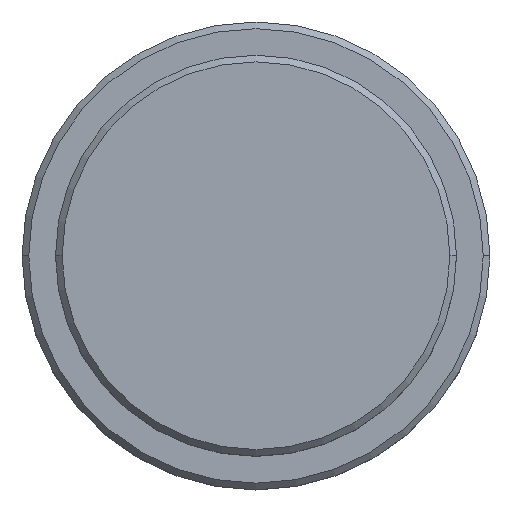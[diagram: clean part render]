
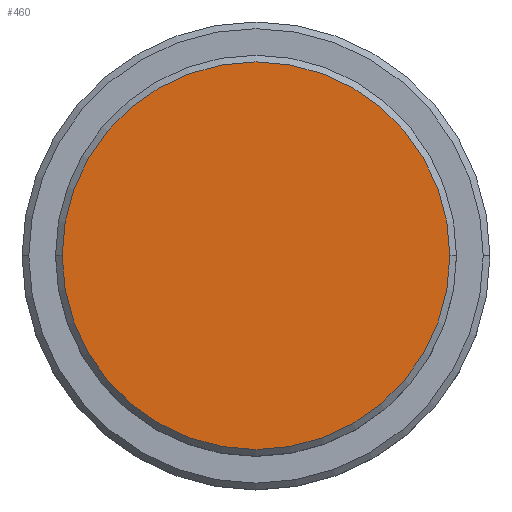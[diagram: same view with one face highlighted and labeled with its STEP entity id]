
A CAD part, top view. The second image highlights one B-rep face of the part: STEP entity #460.
In plain terms, the highlighted planar face has unit normal (0, 0, 1).
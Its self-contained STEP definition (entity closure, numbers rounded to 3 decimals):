
#181 = DIRECTION ( 'NONE',  ( 0., 0., 1. ) ) ;
#191 = CIRCLE ( 'NONE', #1385, 14.5 ) ;
#207 = EDGE_CURVE ( 'NONE', #669, #366, #1049, .T. ) ;
#272 = EDGE_LOOP ( 'NONE', ( #720, #969 ) ) ;
#365 = PLANE ( 'NONE',  #1095 ) ;
#366 = VERTEX_POINT ( 'NONE', #870 ) ;
#447 = DIRECTION ( 'NONE',  ( 0., 0., 1. ) ) ;
#460 = ADVANCED_FACE ( 'NONE', ( #1015 ), #365, .T. ) ;
#618 = AXIS2_PLACEMENT_3D ( 'NONE', #1262, #721, #1041 ) ;
#626 = CARTESIAN_POINT ( 'NONE',  ( 0., 0., 0. ) ) ;
#669 = VERTEX_POINT ( 'NONE', #1050 ) ;
#720 = ORIENTED_EDGE ( 'NONE', *, *, #1110, .T. ) ;
#721 = DIRECTION ( 'NONE',  ( 0., 0., 1. ) ) ;
#748 = DIRECTION ( 'NONE',  ( 1., 0., 0. ) ) ;
#870 = CARTESIAN_POINT ( 'NONE',  ( -14.5, 0., 0. ) ) ;
#969 = ORIENTED_EDGE ( 'NONE', *, *, #207, .T. ) ;
#995 = CARTESIAN_POINT ( 'NONE',  ( 0., 0., 0. ) ) ;
#1015 = FACE_OUTER_BOUND ( 'NONE', #272, .T. ) ;
#1041 = DIRECTION ( 'NONE',  ( 1., 0., 0. ) ) ;
#1049 = CIRCLE ( 'NONE', #618, 14.5 ) ;
#1050 = CARTESIAN_POINT ( 'NONE',  ( 14.5, 0., 0. ) ) ;
#1095 = AXIS2_PLACEMENT_3D ( 'NONE', #995, #447, #1221 ) ;
#1110 = EDGE_CURVE ( 'NONE', #366, #669, #191, .T. ) ;
#1221 = DIRECTION ( 'NONE',  ( 1., 0., 0. ) ) ;
#1262 = CARTESIAN_POINT ( 'NONE',  ( 0., 0., 0. ) ) ;
#1385 = AXIS2_PLACEMENT_3D ( 'NONE', #626, #181, #748 ) ;
